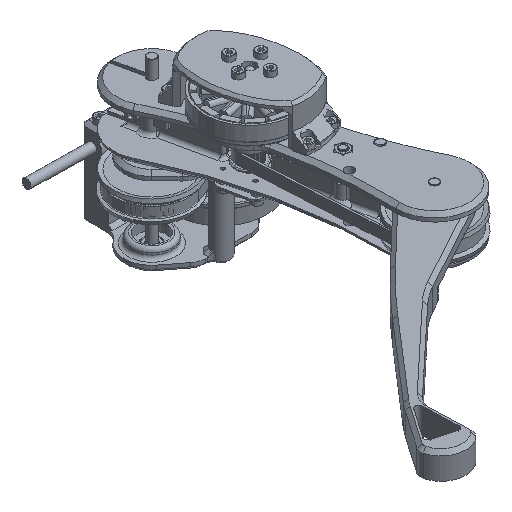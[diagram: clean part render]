
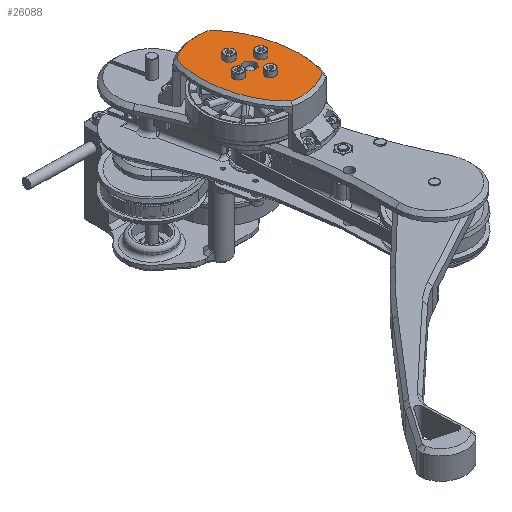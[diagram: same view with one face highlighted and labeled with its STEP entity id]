
A CAD part, isometric view. The second image highlights one B-rep face of the part: STEP entity #26088.
In plain terms, the highlighted planar face has unit normal (0, 0, 1).
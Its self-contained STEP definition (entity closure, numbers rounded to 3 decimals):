
#406=B_SPLINE_CURVE_WITH_KNOTS('',3,(#45412,#45413,#45414,#45415,#45416,
#45417,#45418,#45419,#45420,#45421),.UNSPECIFIED.,.F.,.U.,(4,2,2,2,4),(0.313,
1.115,3.07,5.025,5.828),
 .UNSPECIFIED.);
#410=B_SPLINE_CURVE_WITH_KNOTS('',3,(#45661,#45662,#45663,#45664,#45665,
#45666,#45667,#45668,#45669,#45670),.UNSPECIFIED.,.F.,.U.,(4,2,2,2,4),(0.313,
1.115,3.07,5.025,5.828),
 .UNSPECIFIED.);
#3294=CIRCLE('',#28874,1.5);
#3295=CIRCLE('',#28879,28.5);
#3296=CIRCLE('',#28881,28.5);
#3297=CIRCLE('',#28883,3.25);
#3298=CIRCLE('',#28884,1.5);
#3299=CIRCLE('',#28885,1.5);
#3300=CIRCLE('',#28886,1.5);
#5695=VERTEX_POINT('',#45411);
#5696=VERTEX_POINT('',#45422);
#5697=VERTEX_POINT('',#45434);
#5699=VERTEX_POINT('',#45444);
#5700=VERTEX_POINT('',#45671);
#5701=VERTEX_POINT('',#45682);
#5702=VERTEX_POINT('',#45684);
#5703=VERTEX_POINT('',#45686);
#5704=VERTEX_POINT('',#45688);
#12675=EDGE_CURVE('',#5695,#5696,#406,.T.);
#12679=EDGE_CURVE('',#5697,#5697,#3294,.T.);
#12684=EDGE_CURVE('',#5696,#5699,#3295,.T.);
#12687=EDGE_CURVE('',#5699,#5700,#410,.T.);
#12689=EDGE_CURVE('',#5700,#5695,#3296,.T.);
#12690=EDGE_CURVE('',#5701,#5701,#3297,.T.);
#12691=EDGE_CURVE('',#5702,#5702,#3298,.T.);
#12692=EDGE_CURVE('',#5703,#5703,#3299,.T.);
#12693=EDGE_CURVE('',#5704,#5704,#3300,.T.);
#19993=ORIENTED_EDGE('',*,*,#12689,.F.);
#19994=ORIENTED_EDGE('',*,*,#12687,.F.);
#19995=ORIENTED_EDGE('',*,*,#12684,.F.);
#19996=ORIENTED_EDGE('',*,*,#12675,.F.);
#19997=ORIENTED_EDGE('',*,*,#12690,.F.);
#19998=ORIENTED_EDGE('',*,*,#12691,.F.);
#19999=ORIENTED_EDGE('',*,*,#12679,.F.);
#20000=ORIENTED_EDGE('',*,*,#12692,.F.);
#20001=ORIENTED_EDGE('',*,*,#12693,.F.);
#22356=EDGE_LOOP('',(#19993,#19994,#19995,#19996));
#22357=EDGE_LOOP('',(#19997));
#22358=EDGE_LOOP('',(#19998));
#22359=EDGE_LOOP('',(#19999));
#22360=EDGE_LOOP('',(#20000));
#22361=EDGE_LOOP('',(#20001));
#24408=FACE_BOUND('',#22356,.T.);
#24409=FACE_BOUND('',#22357,.T.);
#24410=FACE_BOUND('',#22358,.T.);
#24411=FACE_BOUND('',#22359,.T.);
#24412=FACE_BOUND('',#22360,.T.);
#24413=FACE_BOUND('',#22361,.T.);
#26088=ADVANCED_FACE('',(#24408,#24409,#24410,#24411,#24412,#24413),#47020,
 .T.);
#28874=AXIS2_PLACEMENT_3D('',#45433,#35308,#35309);
#28879=AXIS2_PLACEMENT_3D('',#45443,#35318,#35319);
#28881=AXIS2_PLACEMENT_3D('',#45679,#35322,#35323);
#28882=AXIS2_PLACEMENT_3D('',#45680,#35324,$);
#28883=AXIS2_PLACEMENT_3D('',#45681,#35325,#35326);
#28884=AXIS2_PLACEMENT_3D('',#45683,#35327,#35328);
#28885=AXIS2_PLACEMENT_3D('',#45685,#35329,#35330);
#28886=AXIS2_PLACEMENT_3D('',#45687,#35331,#35332);
#35308=DIRECTION('',(0.,0.,1.));
#35309=DIRECTION('',(-1.5,0.,0.));
#35318=DIRECTION('',(0.,0.,-1.));
#35319=DIRECTION('',(-5.815,27.9,0.));
#35322=DIRECTION('',(0.,0.,-1.));
#35323=DIRECTION('',(-5.815,-27.9,0.));
#35324=DIRECTION('',(0.,0.,1.));
#35325=DIRECTION('',(0.,0.,1.));
#35326=DIRECTION('',(-3.25,0.,0.));
#35327=DIRECTION('',(0.,0.,1.));
#35328=DIRECTION('',(-1.5,0.,0.));
#35329=DIRECTION('',(0.,0.,1.));
#35330=DIRECTION('',(1.5,0.,0.));
#35331=DIRECTION('',(0.,0.,1.));
#35332=DIRECTION('',(1.5,0.,0.));
#45411=CARTESIAN_POINT('',(-11.033,58.722,-1.923));
#45412=CARTESIAN_POINT('',(-11.036,58.72,-1.923));
#45413=CARTESIAN_POINT('',(-12.657,60.867,-1.923));
#45414=CARTESIAN_POINT('',(-13.942,63.298,-1.923));
#45415=CARTESIAN_POINT('',(-17.432,71.802,-1.923));
#45416=CARTESIAN_POINT('',(-18.5,78.483,-1.923));
#45417=CARTESIAN_POINT('',(-18.5,91.517,-1.923));
#45418=CARTESIAN_POINT('',(-17.432,98.198,-1.923));
#45419=CARTESIAN_POINT('',(-13.942,106.702,-1.923));
#45420=CARTESIAN_POINT('',(-12.657,109.133,-1.923));
#45421=CARTESIAN_POINT('',(-11.036,111.28,-1.923));
#45422=CARTESIAN_POINT('',(-11.033,111.278,-1.923));
#45433=CARTESIAN_POINT('',(-8.,85.,-1.923));
#45434=CARTESIAN_POINT('',(-9.5,85.,-1.923));
#45443=CARTESIAN_POINT('',(0.,85.,-1.923));
#45444=CARTESIAN_POINT('',(11.033,111.278,-1.923));
#45661=CARTESIAN_POINT('',(11.036,111.28,-1.923));
#45662=CARTESIAN_POINT('',(12.657,109.133,-1.923));
#45663=CARTESIAN_POINT('',(13.942,106.702,-1.923));
#45664=CARTESIAN_POINT('',(17.432,98.198,-1.923));
#45665=CARTESIAN_POINT('',(18.5,91.517,-1.923));
#45666=CARTESIAN_POINT('',(18.5,78.483,-1.923));
#45667=CARTESIAN_POINT('',(17.432,71.802,-1.923));
#45668=CARTESIAN_POINT('',(13.942,63.298,-1.923));
#45669=CARTESIAN_POINT('',(12.657,60.867,-1.923));
#45670=CARTESIAN_POINT('',(11.036,58.72,-1.923));
#45671=CARTESIAN_POINT('',(11.033,58.722,-1.923));
#45679=CARTESIAN_POINT('',(0.,85.,-1.923));
#45680=CARTESIAN_POINT('',(7.673,85.,-1.923));
#45681=CARTESIAN_POINT('',(0.,85.,-1.923));
#45682=CARTESIAN_POINT('',(0.,88.25,-1.923));
#45683=CARTESIAN_POINT('',(0.,75.5,-1.923));
#45684=CARTESIAN_POINT('',(0.,77.,-1.923));
#45685=CARTESIAN_POINT('',(0.,94.5,-1.923));
#45686=CARTESIAN_POINT('',(0.,93.,-1.923));
#45687=CARTESIAN_POINT('',(8.,85.,-1.923));
#45688=CARTESIAN_POINT('',(9.5,85.,-1.923));
#47020=PLANE('',#28882);
